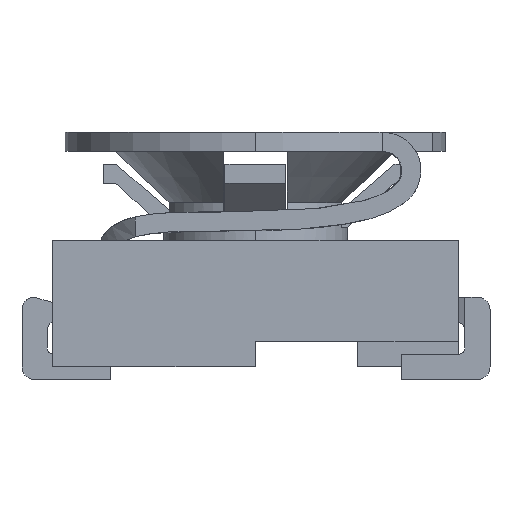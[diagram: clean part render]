
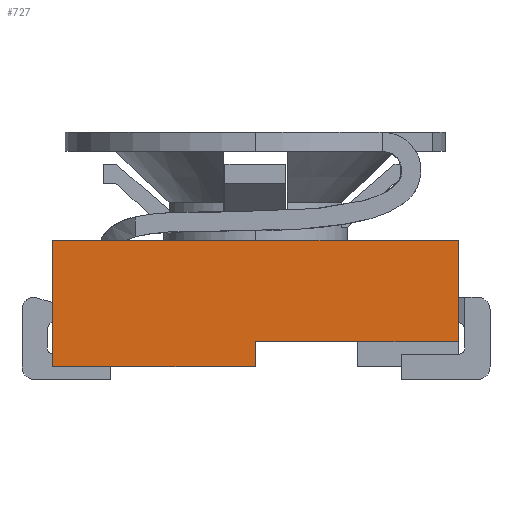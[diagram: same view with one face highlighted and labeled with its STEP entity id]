
A CAD part, left-side view. The second image highlights one B-rep face of the part: STEP entity #727.
In plain terms, the highlighted planar face has unit normal (-1, 0, 0).
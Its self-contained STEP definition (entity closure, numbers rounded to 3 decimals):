
#75 = ORIENTED_EDGE ( 'NONE', *, *, #1463, .F. ) ;
#148 = AXIS2_PLACEMENT_3D ( 'NONE', #4163, #3393, #7195 ) ;
#399 = VECTOR ( 'NONE', #3421, 1000. ) ;
#633 = LINE ( 'NONE', #7221, #399 ) ;
#727 = ADVANCED_FACE ( 'NONE', ( #4793 ), #4851, .F. ) ;
#739 = VECTOR ( 'NONE', #5164, 1000. ) ;
#1102 = CARTESIAN_POINT ( 'NONE',  ( -1.55, -1.6, 1.1 ) ) ;
#1332 = ORIENTED_EDGE ( 'NONE', *, *, #1593, .T. ) ;
#1463 = EDGE_CURVE ( 'NONE', #5917, #7103, #7284, .T. ) ;
#1593 = EDGE_CURVE ( 'NONE', #3593, #6182, #5828, .T. ) ;
#1897 = CARTESIAN_POINT ( 'NONE',  ( -1.55, 0., 0.3 ) ) ;
#2300 = ORIENTED_EDGE ( 'NONE', *, *, #7952, .T. ) ;
#2535 = VERTEX_POINT ( 'NONE', #4113 ) ;
#2750 = LINE ( 'NONE', #4408, #739 ) ;
#2757 = ORIENTED_EDGE ( 'NONE', *, *, #9243, .F. ) ;
#2988 = VECTOR ( 'NONE', #6417, 1000. ) ;
#3393 = DIRECTION ( 'NONE',  ( 1., 0., 0. ) ) ;
#3421 = DIRECTION ( 'NONE',  ( 0., -1., 0. ) ) ;
#3593 = VERTEX_POINT ( 'NONE', #4717 ) ;
#3716 = LINE ( 'NONE', #1897, #3956 ) ;
#3802 = VECTOR ( 'NONE', #9566, 1000. ) ;
#3956 = VECTOR ( 'NONE', #7230, 1000. ) ;
#4113 = CARTESIAN_POINT ( 'NONE',  ( -1.55, 0., 0.3 ) ) ;
#4163 = CARTESIAN_POINT ( 'NONE',  ( -1.55, 1.6, 1.1 ) ) ;
#4364 = EDGE_LOOP ( 'NONE', ( #2300, #6266, #2757, #75, #6998, #1332 ) ) ;
#4408 = CARTESIAN_POINT ( 'NONE',  ( -1.55, 0., 0.3 ) ) ;
#4599 = CARTESIAN_POINT ( 'NONE',  ( -1.55, 1.6, 0.1 ) ) ;
#4694 = EDGE_CURVE ( 'NONE', #3593, #5917, #633, .T. ) ;
#4717 = CARTESIAN_POINT ( 'NONE',  ( -1.55, 1.6, 1.1 ) ) ;
#4793 = FACE_OUTER_BOUND ( 'NONE', #4364, .T. ) ;
#4851 = PLANE ( 'NONE',  #148 ) ;
#5164 = DIRECTION ( 'NONE',  ( 0., 1., 0. ) ) ;
#5740 = CARTESIAN_POINT ( 'NONE',  ( -1.55, 1.6, 1.1 ) ) ;
#5828 = LINE ( 'NONE', #5740, #3802 ) ;
#5876 = VECTOR ( 'NONE', #6980, 1000. ) ;
#5917 = VERTEX_POINT ( 'NONE', #9596 ) ;
#6182 = VERTEX_POINT ( 'NONE', #4599 ) ;
#6266 = ORIENTED_EDGE ( 'NONE', *, *, #8599, .F. ) ;
#6313 = CARTESIAN_POINT ( 'NONE',  ( -1.55, 1.6, 0.1 ) ) ;
#6417 = DIRECTION ( 'NONE',  ( 0., 0., -1. ) ) ;
#6980 = DIRECTION ( 'NONE',  ( 0., -1., 0. ) ) ;
#6998 = ORIENTED_EDGE ( 'NONE', *, *, #4694, .F. ) ;
#7103 = VERTEX_POINT ( 'NONE', #8324 ) ;
#7195 = DIRECTION ( 'NONE',  ( 0., 1., 0. ) ) ;
#7221 = CARTESIAN_POINT ( 'NONE',  ( -1.55, 1.6, 1.1 ) ) ;
#7230 = DIRECTION ( 'NONE',  ( 0., 0., -1. ) ) ;
#7284 = LINE ( 'NONE', #1102, #2988 ) ;
#7321 = VERTEX_POINT ( 'NONE', #7852 ) ;
#7852 = CARTESIAN_POINT ( 'NONE',  ( -1.55, 0., 0.1 ) ) ;
#7952 = EDGE_CURVE ( 'NONE', #6182, #7321, #8132, .T. ) ;
#8132 = LINE ( 'NONE', #6313, #5876 ) ;
#8324 = CARTESIAN_POINT ( 'NONE',  ( -1.55, -1.6, 0.3 ) ) ;
#8599 = EDGE_CURVE ( 'NONE', #2535, #7321, #3716, .T. ) ;
#9243 = EDGE_CURVE ( 'NONE', #7103, #2535, #2750, .T. ) ;
#9566 = DIRECTION ( 'NONE',  ( 0., 0., -1. ) ) ;
#9596 = CARTESIAN_POINT ( 'NONE',  ( -1.55, -1.6, 1.1 ) ) ;
